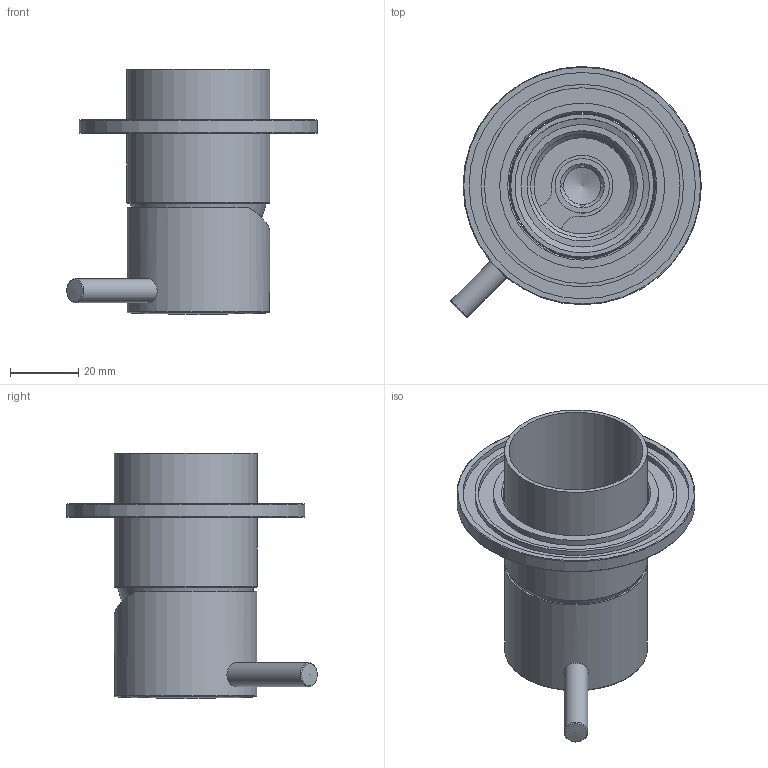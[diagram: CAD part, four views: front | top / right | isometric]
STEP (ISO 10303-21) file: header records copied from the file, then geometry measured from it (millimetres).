
FILE_DESCRIPTION(/* description */ ('Unknown'),/* implementation_level */ '2;1');
FILE_NAME(/* name */ 'CB131-00',/* time_stamp */ '2023-11-20T16:37:48+01:00',/* author */ ('Unknown'),/* organization */ ('Unknown'),/* preprocessor_version */ 'ST-DEVELOPER v18.102',/* originating_system */ 'Solid Edge',/* authorisation */ 'Unknown');
FILE_SCHEMA (('AUTOMOTIVE_DESIGN {1 0 10303 214 3 1 1}'));
Length unit declared in the file: millimetre
Products named in the file (7): CB131EXT-00; CB031-11; CB031-001_oa_0; CB031-12; CB003-08; CB031FL70-00_oa_1; CB005-14
Assembly tree (6 placements, depth 3):
  CB131EXT-00
    CB031-11
    CB031-001_oa_0
      CB031-12
      CB003-08
    CB031FL70-00_oa_1
      CB005-14
Bounding box: 73.66 x 73.66 x 72 mm (x, y, z)
Volume: 29148.3 mm3; surface area: 32831.9 mm2
Topology: 4 solids, 4 shells, 200 faces, 504 edges, 332 vertices
Faces by surface type: plane 106, bspline 42, cylinder 29, torus 11, cone 11, sphere 1
Full cylindrical faces by diameter (mm): 3.3 x1, 5 x2, 6 x1, 7 x1, 7.2 x1, 11 x1, 16 x1, 28.3 x1, 30.376 x2, 36 x1, 39 x1, 39.5 x1, 42 x2, 42.5 x1, 43 x1, 44.8 x1, 48.5 x1, 57.5 x1, 59.5 x1, 66.5 x1, 70 x1
Entity records: 7466 total; most frequent: CARTESIAN_POINT 1941, ORIENTED_EDGE 882, DIRECTION 669, EDGE_CURVE 441, VERTEX_POINT 316, FACE_BOUND 275, EDGE_LOOP 272, AXIS2_PLACEMENT_3D 241
